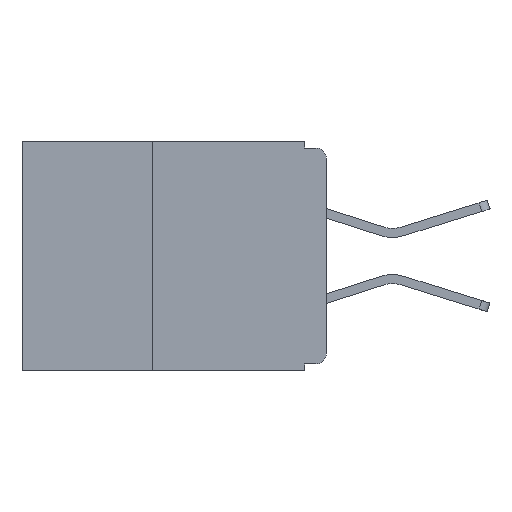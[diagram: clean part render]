
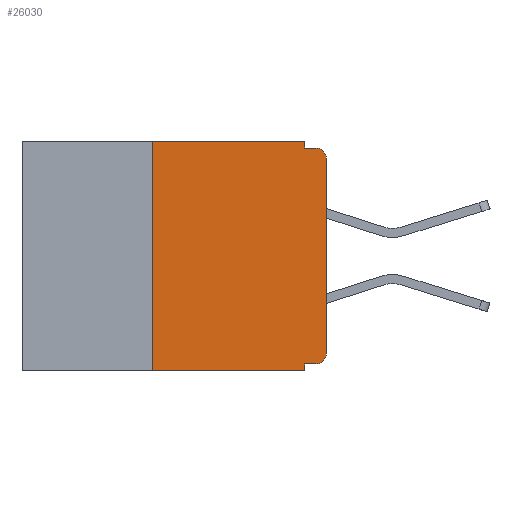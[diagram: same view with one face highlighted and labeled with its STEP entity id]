
A CAD part, left-side view. The second image highlights one B-rep face of the part: STEP entity #26030.
In plain terms, the highlighted planar face has unit normal (-1, 0, 0).
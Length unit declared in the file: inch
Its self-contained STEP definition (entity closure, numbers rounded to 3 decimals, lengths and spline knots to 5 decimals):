
#85 = CARTESIAN_POINT ( 'NONE',  ( 0., 0.031, -0.01 ) ) ;
#108 = CARTESIAN_POINT ( 'NONE',  ( 0., 0.25, 0. ) ) ;
#301 = CARTESIAN_POINT ( 'NONE',  ( 0., 0.031, -0.33 ) ) ;
#316 = CARTESIAN_POINT ( 'NONE',  ( 0., 0., -0.305 ) ) ;
#349 = CARTESIAN_POINT ( 'NONE',  ( 0., 0.015, -0.025 ) ) ;
#796 = CARTESIAN_POINT ( 'NONE',  ( 0., 0.437, 0. ) ) ;
#1223 = VERTEX_POINT ( 'NONE', #21198 ) ;
#1444 = DIRECTION ( 'NONE',  ( 0., 0., -1. ) ) ;
#2596 = DIRECTION ( 'NONE',  ( 0., 0., -1. ) ) ;
#2698 = EDGE_CURVE ( 'NONE', #26146, #19982, #13806, .T. ) ;
#3375 = EDGE_LOOP ( 'NONE', ( #23619, #8796, #7990, #27071, #18416, #24442, #4002, #5799, #9503, #20645 ) ) ;
#3638 = DIRECTION ( 'NONE',  ( 0., 0., 1. ) ) ;
#4002 = ORIENTED_EDGE ( 'NONE', *, *, #4174, .T. ) ;
#4096 = LINE ( 'NONE', #796, #20300 ) ;
#4174 = EDGE_CURVE ( 'NONE', #13817, #19982, #11513, .T. ) ;
#4606 = LINE ( 'NONE', #13519, #20767 ) ;
#4609 = AXIS2_PLACEMENT_3D ( 'NONE', #26733, #14268, #1444 ) ;
#4794 = VERTEX_POINT ( 'NONE', #9042 ) ;
#5799 = ORIENTED_EDGE ( 'NONE', *, *, #2698, .F. ) ;
#5823 = CARTESIAN_POINT ( 'NONE',  ( 0., 0., -0.32 ) ) ;
#6199 = CARTESIAN_POINT ( 'NONE',  ( 0., 0.031, -0.32 ) ) ;
#6337 = LINE ( 'NONE', #5823, #16188 ) ;
#6425 = VERTEX_POINT ( 'NONE', #9889 ) ;
#6540 = VECTOR ( 'NONE', #16819, 39.37008 ) ;
#7990 = ORIENTED_EDGE ( 'NONE', *, *, #27201, .F. ) ;
#8239 = VECTOR ( 'NONE', #21735, 39.37008 ) ;
#8398 = LINE ( 'NONE', #18442, #12042 ) ;
#8483 = EDGE_CURVE ( 'NONE', #13817, #12035, #4606, .T. ) ;
#8796 = ORIENTED_EDGE ( 'NONE', *, *, #16094, .T. ) ;
#9042 = CARTESIAN_POINT ( 'NONE',  ( 0., 0.015, -0.01 ) ) ;
#9503 = ORIENTED_EDGE ( 'NONE', *, *, #20323, .F. ) ;
#9889 = CARTESIAN_POINT ( 'NONE',  ( 0., 0., -0.025 ) ) ;
#9915 = EDGE_CURVE ( 'NONE', #18701, #24381, #19094, .T. ) ;
#9948 = AXIS2_PLACEMENT_3D ( 'NONE', #349, #15358, #2596 ) ;
#10070 = PLANE ( 'NONE',  #4609 ) ;
#10994 = CARTESIAN_POINT ( 'NONE',  ( 0., 0.031, 0. ) ) ;
#11178 = CARTESIAN_POINT ( 'NONE',  ( 0., 0.015, -0.305 ) ) ;
#11513 = LINE ( 'NONE', #16813, #6540 ) ;
#11963 = VECTOR ( 'NONE', #27184, 39.37008 ) ;
#12035 = VERTEX_POINT ( 'NONE', #108 ) ;
#12042 = VECTOR ( 'NONE', #3638, 39.37008 ) ;
#12086 = CIRCLE ( 'NONE', #24949, 0.015 ) ;
#12641 = CARTESIAN_POINT ( 'NONE',  ( 0., 0., -0.01 ) ) ;
#13238 = DIRECTION ( 'NONE',  ( 0., 0., -1. ) ) ;
#13262 = EDGE_CURVE ( 'NONE', #1223, #16690, #12086, .T. ) ;
#13519 = CARTESIAN_POINT ( 'NONE',  ( 0., 0.25, -0.33 ) ) ;
#13806 = LINE ( 'NONE', #21568, #8239 ) ;
#13817 = VERTEX_POINT ( 'NONE', #19555 ) ;
#14149 = EDGE_CURVE ( 'NONE', #16690, #6425, #8398, .T. ) ;
#14268 = DIRECTION ( 'NONE',  ( 1., 0., 0. ) ) ;
#15358 = DIRECTION ( 'NONE',  ( -1., 0., 0. ) ) ;
#15783 = DIRECTION ( 'NONE',  ( 0., -1., 0. ) ) ;
#16094 = EDGE_CURVE ( 'NONE', #6425, #4794, #16395, .T. ) ;
#16188 = VECTOR ( 'NONE', #22602, 39.37008 ) ;
#16395 = CIRCLE ( 'NONE', #9948, 0.015 ) ;
#16690 = VERTEX_POINT ( 'NONE', #316 ) ;
#16813 = CARTESIAN_POINT ( 'NONE',  ( 0., 0.437, -0.33 ) ) ;
#16819 = DIRECTION ( 'NONE',  ( 0., -1., 0. ) ) ;
#16841 = EDGE_CURVE ( 'NONE', #12035, #18701, #4096, .T. ) ;
#17632 = FACE_OUTER_BOUND ( 'NONE', #3375, .T. ) ;
#18416 = ORIENTED_EDGE ( 'NONE', *, *, #16841, .F. ) ;
#18442 = CARTESIAN_POINT ( 'NONE',  ( 0., 0., 0. ) ) ;
#18701 = VERTEX_POINT ( 'NONE', #10994 ) ;
#19094 = LINE ( 'NONE', #20371, #19768 ) ;
#19555 = CARTESIAN_POINT ( 'NONE',  ( 0., 0.25, -0.33 ) ) ;
#19768 = VECTOR ( 'NONE', #22446, 39.37008 ) ;
#19982 = VERTEX_POINT ( 'NONE', #301 ) ;
#20300 = VECTOR ( 'NONE', #15783, 39.37008 ) ;
#20323 = EDGE_CURVE ( 'NONE', #1223, #26146, #6337, .T. ) ;
#20371 = CARTESIAN_POINT ( 'NONE',  ( 0., 0.031, 0. ) ) ;
#20645 = ORIENTED_EDGE ( 'NONE', *, *, #13262, .T. ) ;
#20767 = VECTOR ( 'NONE', #26024, 39.37008 ) ;
#21198 = CARTESIAN_POINT ( 'NONE',  ( 0., 0.015, -0.32 ) ) ;
#21568 = CARTESIAN_POINT ( 'NONE',  ( 0., 0.031, -0.33 ) ) ;
#21735 = DIRECTION ( 'NONE',  ( 0., 0., -1. ) ) ;
#21768 = LINE ( 'NONE', #12641, #11963 ) ;
#22446 = DIRECTION ( 'NONE',  ( 0., 0., -1. ) ) ;
#22602 = DIRECTION ( 'NONE',  ( 0., 1., 0. ) ) ;
#23619 = ORIENTED_EDGE ( 'NONE', *, *, #14149, .T. ) ;
#24381 = VERTEX_POINT ( 'NONE', #85 ) ;
#24442 = ORIENTED_EDGE ( 'NONE', *, *, #8483, .F. ) ;
#24949 = AXIS2_PLACEMENT_3D ( 'NONE', #11178, #25741, #13238 ) ;
#25741 = DIRECTION ( 'NONE',  ( -1., 0., 0. ) ) ;
#26024 = DIRECTION ( 'NONE',  ( 0., 0., 1. ) ) ;
#26030 = ADVANCED_FACE ( 'NONE', ( #17632 ), #10070, .F. ) ;
#26146 = VERTEX_POINT ( 'NONE', #6199 ) ;
#26733 = CARTESIAN_POINT ( 'NONE',  ( 0., 0.437, 0. ) ) ;
#27071 = ORIENTED_EDGE ( 'NONE', *, *, #9915, .F. ) ;
#27184 = DIRECTION ( 'NONE',  ( 0., -1., 0. ) ) ;
#27201 = EDGE_CURVE ( 'NONE', #24381, #4794, #21768, .T. ) ;
